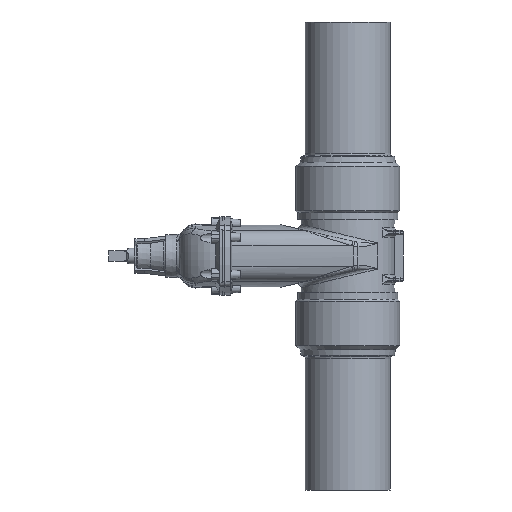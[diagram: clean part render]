
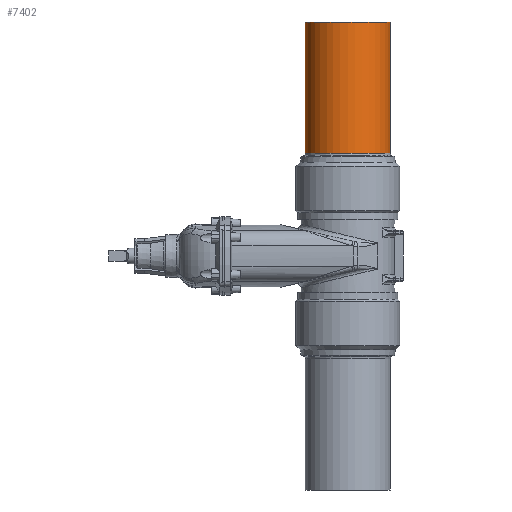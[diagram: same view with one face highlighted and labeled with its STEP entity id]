
A CAD part, left-side view. The second image highlights one B-rep face of the part: STEP entity #7402.
In plain terms, the highlighted cylindrical face has radius 100 mm (diameter 200 mm), a full revolution.
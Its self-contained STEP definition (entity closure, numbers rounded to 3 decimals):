
#211 = EDGE_CURVE ( 'NONE', #4906, #4906, #4892, .T. ) ;
#226 = EDGE_CURVE ( 'NONE', #4922, #4922, #4853, .T. ) ;
#4240 = ORIENTED_EDGE ( 'NONE', *, *, #211, .F. ) ;
#4497 = FACE_OUTER_BOUND ( 'NONE', #5806, .T. ) ;
#4499 = CYLINDRICAL_SURFACE ( 'NONE', #5716, 100. ) ;
#4853 = CIRCLE ( 'NONE', #6191, 100. ) ;
#4892 = CIRCLE ( 'NONE', #6183, 100. ) ;
#4906 = VERTEX_POINT ( 'NONE', #8882 ) ;
#4922 = VERTEX_POINT ( 'NONE', #8890 ) ;
#5716 = AXIS2_PLACEMENT_3D ( 'NONE', #11070, #11065, #11067 ) ;
#5806 = EDGE_LOOP ( 'NONE', ( #4240 ) ) ;
#5837 = EDGE_LOOP ( 'NONE', ( #7005 ) ) ;
#6183 = AXIS2_PLACEMENT_3D ( 'NONE', #11786, #11787, #11788 ) ;
#6191 = AXIS2_PLACEMENT_3D ( 'NONE', #11838, #11839, #11840 ) ;
#7005 = ORIENTED_EDGE ( 'NONE', *, *, #226, .T. ) ;
#7402 = ADVANCED_FACE ( 'NONE', ( #14440, #4497 ), #4499, .T. ) ;
#8882 = CARTESIAN_POINT ( 'NONE',  ( 100., 0., 550.5 ) ) ;
#8890 = CARTESIAN_POINT ( 'NONE',  ( 0., 100., 241.811 ) ) ;
#11065 = DIRECTION ( 'NONE',  ( 0., 0., 1. ) ) ;
#11067 = DIRECTION ( 'NONE',  ( 1., 0., 0. ) ) ;
#11070 = CARTESIAN_POINT ( 'NONE',  ( 0., 0., 109.5 ) ) ;
#11786 = CARTESIAN_POINT ( 'NONE',  ( 0., 0., 550.5 ) ) ;
#11787 = DIRECTION ( 'NONE',  ( 0., 0., 1. ) ) ;
#11788 = DIRECTION ( 'NONE',  ( 1., 0., 0. ) ) ;
#11838 = CARTESIAN_POINT ( 'NONE',  ( 0., 0., 241.811 ) ) ;
#11839 = DIRECTION ( 'NONE',  ( 0., 0., 1. ) ) ;
#11840 = DIRECTION ( 'NONE',  ( 0., 1., 0. ) ) ;
#14440 = FACE_OUTER_BOUND ( 'NONE', #5837, .T. ) ;
